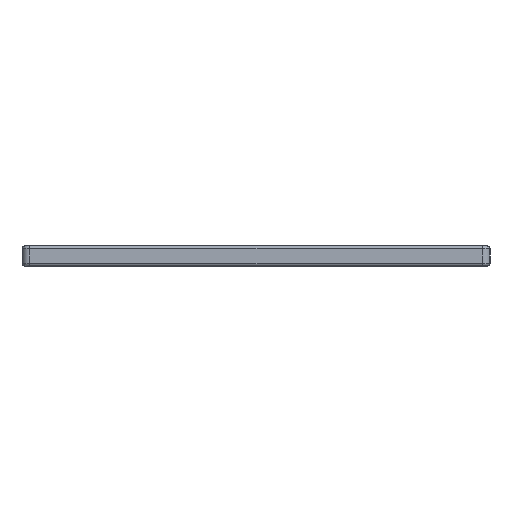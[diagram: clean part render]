
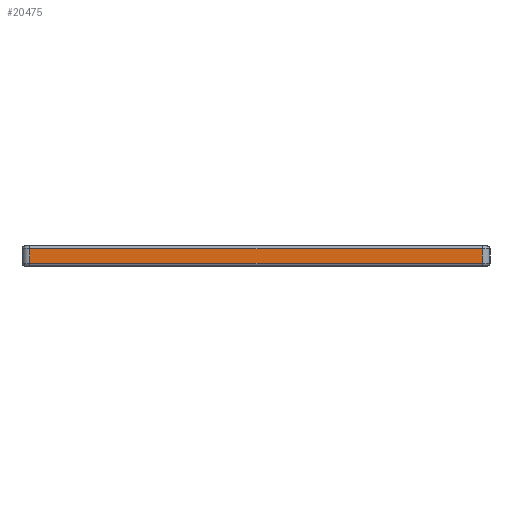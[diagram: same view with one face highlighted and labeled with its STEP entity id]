
A CAD part, left-side view. The second image highlights one B-rep face of the part: STEP entity #20475.
In plain terms, the highlighted planar face has unit normal (-1, 0, 0).
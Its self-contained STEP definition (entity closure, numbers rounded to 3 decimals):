
#253 = DIRECTION ( 'NONE',  ( 0., 0., 1. ) ) ;
#1320 = CARTESIAN_POINT ( 'NONE',  ( 0., 295., -2. ) ) ;
#1500 = EDGE_CURVE ( 'NONE', #25434, #27150, #15029, .T. ) ;
#1972 = VERTEX_POINT ( 'NONE', #26221 ) ;
#2719 = CARTESIAN_POINT ( 'NONE',  ( 0., 5., -2. ) ) ;
#3574 = EDGE_LOOP ( 'NONE', ( #19106, #23106, #24031, #15975 ) ) ;
#7017 = EDGE_CURVE ( 'NONE', #1972, #19779, #21020, .T. ) ;
#8532 = DIRECTION ( 'NONE',  ( 0., 0., -1. ) ) ;
#8564 = LINE ( 'NONE', #28117, #23515 ) ;
#9019 = DIRECTION ( 'NONE',  ( -1., 0., 0. ) ) ;
#9593 = CARTESIAN_POINT ( 'NONE',  ( 0., 295., -2. ) ) ;
#11160 = DIRECTION ( 'NONE',  ( 0., 0., 1. ) ) ;
#14752 = CARTESIAN_POINT ( 'NONE',  ( 0., 0., -11. ) ) ;
#15029 = LINE ( 'NONE', #9593, #29223 ) ;
#15975 = ORIENTED_EDGE ( 'NONE', *, *, #1500, .T. ) ;
#16656 = EDGE_CURVE ( 'NONE', #19779, #25434, #8564, .T. ) ;
#17441 = FACE_OUTER_BOUND ( 'NONE', #3574, .T. ) ;
#18572 = VECTOR ( 'NONE', #8532, 1000. ) ;
#19106 = ORIENTED_EDGE ( 'NONE', *, *, #24408, .T. ) ;
#19211 = DIRECTION ( 'NONE',  ( 0., -1., 0. ) ) ;
#19779 = VERTEX_POINT ( 'NONE', #27390 ) ;
#20309 = CARTESIAN_POINT ( 'NONE',  ( 0., 0., -13. ) ) ;
#20339 = CARTESIAN_POINT ( 'NONE',  ( 0., 295., -13. ) ) ;
#20475 = ADVANCED_FACE ( 'NONE', ( #17441 ), #22775, .T. ) ;
#21020 = LINE ( 'NONE', #14752, #26499 ) ;
#22775 = PLANE ( 'NONE',  #25261 ) ;
#23106 = ORIENTED_EDGE ( 'NONE', *, *, #7017, .T. ) ;
#23515 = VECTOR ( 'NONE', #253, 1000. ) ;
#24031 = ORIENTED_EDGE ( 'NONE', *, *, #16656, .T. ) ;
#24408 = EDGE_CURVE ( 'NONE', #27150, #1972, #24447, .T. ) ;
#24447 = LINE ( 'NONE', #20339, #18572 ) ;
#25261 = AXIS2_PLACEMENT_3D ( 'NONE', #20309, #9019, #11160 ) ;
#25434 = VERTEX_POINT ( 'NONE', #2719 ) ;
#26100 = DIRECTION ( 'NONE',  ( 0., 1., 0. ) ) ;
#26221 = CARTESIAN_POINT ( 'NONE',  ( 0., 295., -11. ) ) ;
#26499 = VECTOR ( 'NONE', #19211, 1000. ) ;
#27150 = VERTEX_POINT ( 'NONE', #1320 ) ;
#27390 = CARTESIAN_POINT ( 'NONE',  ( 0., 5., -11. ) ) ;
#28117 = CARTESIAN_POINT ( 'NONE',  ( 0., 5., -13. ) ) ;
#29223 = VECTOR ( 'NONE', #26100, 1000. ) ;
